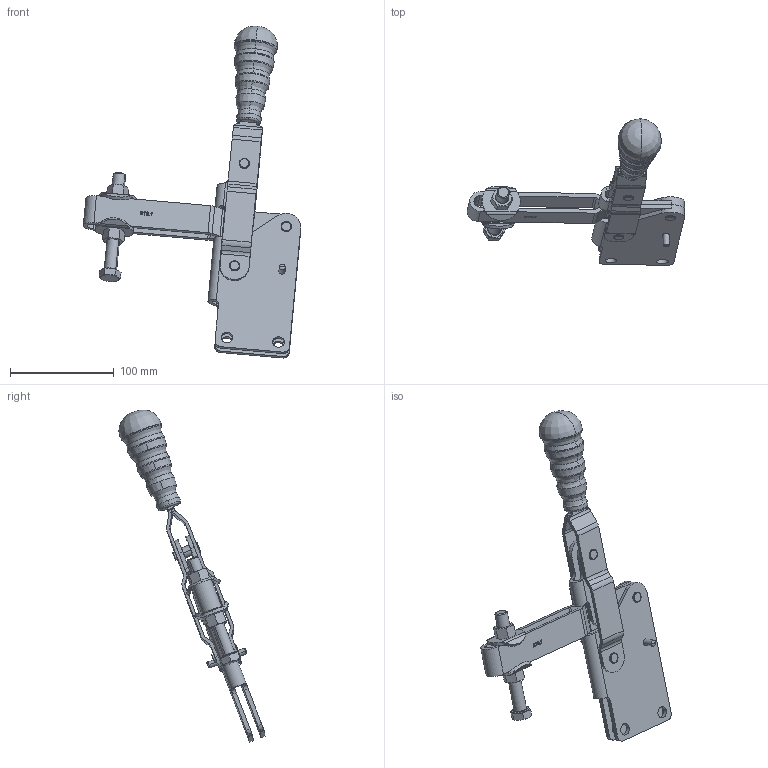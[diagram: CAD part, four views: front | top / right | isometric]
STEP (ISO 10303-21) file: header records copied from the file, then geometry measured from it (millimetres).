
FILE_DESCRIPTION((''),'2;1');
FILE_NAME('216.1.stp','2005-08-29T15:27:29',('CAD'),(''),'Autodesk Inventor 8','Autodesk Inventor 8','');
FILE_SCHEMA(('AUTOMOTIVE_DESIGN { 1 0 10303 214 1 1 1 1 }'));
Length unit declared in the file: millimetre
Products named in the file (1): Part34
Bounding box: 209.52 x 140.85 x 319.99 mm (x, y, z)
Volume: 275886.8 mm3; surface area: 117229.9 mm2
Topology: 1 solids, 3 shells, 1449 faces, 5008 edges, 3157 vertices
Faces by surface type: plane 724, cone 358, cylinder 223, bspline 118, torus 24, sphere 2
Entity records: 58358 total; most frequent: CARTESIAN_POINT 15640, ORIENTED_EDGE 9992, DIRECTION 8694, EDGE_CURVE 4996, VERTEX_POINT 3157, AXIS2_PLACEMENT_3D 3090, VECTOR 2514, LINE 2514
